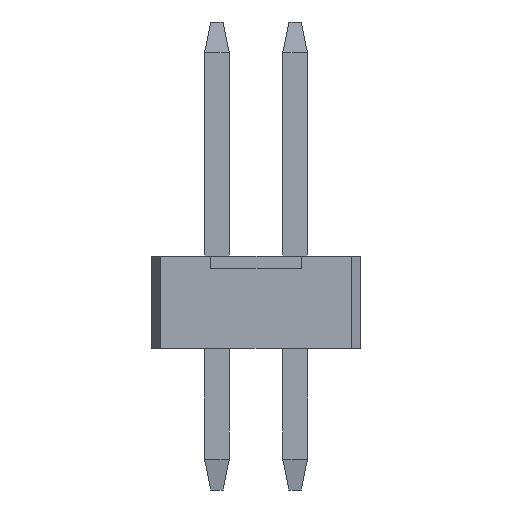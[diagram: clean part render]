
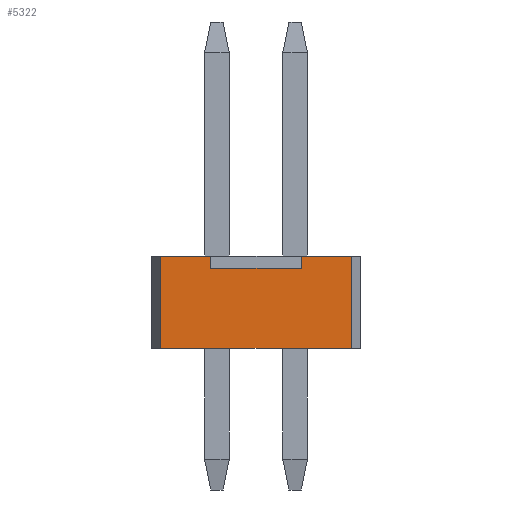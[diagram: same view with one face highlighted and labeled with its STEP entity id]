
A CAD part, front view. The second image highlights one B-rep face of the part: STEP entity #5322.
In plain terms, the highlighted face is planar.
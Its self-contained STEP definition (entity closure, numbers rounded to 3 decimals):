
#392=ORIENTED_EDGE('',*,*,#1328,.T.);
#393=ORIENTED_EDGE('',*,*,#1329,.F.);
#394=ORIENTED_EDGE('',*,*,#1330,.T.);
#395=ORIENTED_EDGE('',*,*,#1331,.T.);
#396=ORIENTED_EDGE('',*,*,#1332,.T.);
#397=ORIENTED_EDGE('',*,*,#1333,.F.);
#398=ORIENTED_EDGE('',*,*,#1334,.F.);
#399=ORIENTED_EDGE('',*,*,#1335,.T.);
#1328=EDGE_CURVE('',#1794,#1795,#2186,.T.);
#1329=EDGE_CURVE('',#1796,#1795,#2187,.T.);
#1330=EDGE_CURVE('',#1796,#1797,#2188,.T.);
#1331=EDGE_CURVE('',#1797,#1798,#2189,.T.);
#1332=EDGE_CURVE('',#1798,#1799,#2190,.T.);
#1333=EDGE_CURVE('',#1800,#1799,#2191,.T.);
#1334=EDGE_CURVE('',#1801,#1800,#2192,.T.);
#1335=EDGE_CURVE('',#1801,#1794,#2193,.T.);
#1794=VERTEX_POINT('',#7155);
#1795=VERTEX_POINT('',#7156);
#1796=VERTEX_POINT('',#7158);
#1797=VERTEX_POINT('',#7160);
#1798=VERTEX_POINT('',#7162);
#1799=VERTEX_POINT('',#7164);
#1800=VERTEX_POINT('',#7166);
#1801=VERTEX_POINT('',#7168);
#2186=LINE('',#7154,#2720);
#2187=LINE('',#7157,#2721);
#2188=LINE('',#7159,#2722);
#2189=LINE('',#7161,#2723);
#2190=LINE('',#7163,#2724);
#2191=LINE('',#7165,#2725);
#2192=LINE('',#7167,#2726);
#2193=LINE('',#7169,#2727);
#2720=VECTOR('',#6096,1000.);
#2721=VECTOR('',#6097,1000.);
#2722=VECTOR('',#6098,1000.);
#2723=VECTOR('',#6099,1000.);
#2724=VECTOR('',#6100,1000.);
#2725=VECTOR('',#6101,1000.);
#2726=VECTOR('',#6102,1000.);
#2727=VECTOR('',#6103,1000.);
#3104=EDGE_LOOP('',(#392,#393,#394,#395,#396,#397,#398,#399));
#3332=FACE_BOUND('',#3104,.T.);
#3560=PLANE('',#5549);
#5322=ADVANCED_FACE('',(#3332),#3560,.T.);
#5549=AXIS2_PLACEMENT_3D('',#7153,#6094,#6095);
#6094=DIRECTION('',(-1.,0.,0.));
#6095=DIRECTION('',(0.,0.,1.));
#6096=DIRECTION('',(0.,1.,0.));
#6097=DIRECTION('',(0.,0.,1.));
#6098=DIRECTION('',(0.,1.,0.));
#6099=DIRECTION('',(0.,0.,1.));
#6100=DIRECTION('',(0.,1.,0.));
#6101=DIRECTION('',(0.,0.,1.));
#6102=DIRECTION('',(0.,1.,0.));
#6103=DIRECTION('',(0.,0.,1.));
#7153=CARTESIAN_POINT('',(-2.54,-1.7,-0.75));
#7154=CARTESIAN_POINT('',(-2.54,-1.7,0.75));
#7155=CARTESIAN_POINT('',(-2.54,-1.55,0.75));
#7156=CARTESIAN_POINT('',(-2.54,-0.735,0.75));
#7157=CARTESIAN_POINT('',(-2.54,-0.735,0.55));
#7158=CARTESIAN_POINT('',(-2.54,-0.735,0.55));
#7159=CARTESIAN_POINT('',(-2.54,-0.735,0.55));
#7160=CARTESIAN_POINT('',(-2.54,0.735,0.55));
#7161=CARTESIAN_POINT('',(-2.54,0.735,0.55));
#7162=CARTESIAN_POINT('',(-2.54,0.735,0.75));
#7163=CARTESIAN_POINT('',(-2.54,-1.7,0.75));
#7164=CARTESIAN_POINT('',(-2.54,1.55,0.75));
#7165=CARTESIAN_POINT('',(-2.54,1.55,-5.748));
#7166=CARTESIAN_POINT('',(-2.54,1.55,-0.75));
#7167=CARTESIAN_POINT('',(-2.54,-1.7,-0.75));
#7168=CARTESIAN_POINT('',(-2.54,-1.55,-0.75));
#7169=CARTESIAN_POINT('',(-2.54,-1.55,-5.748));
